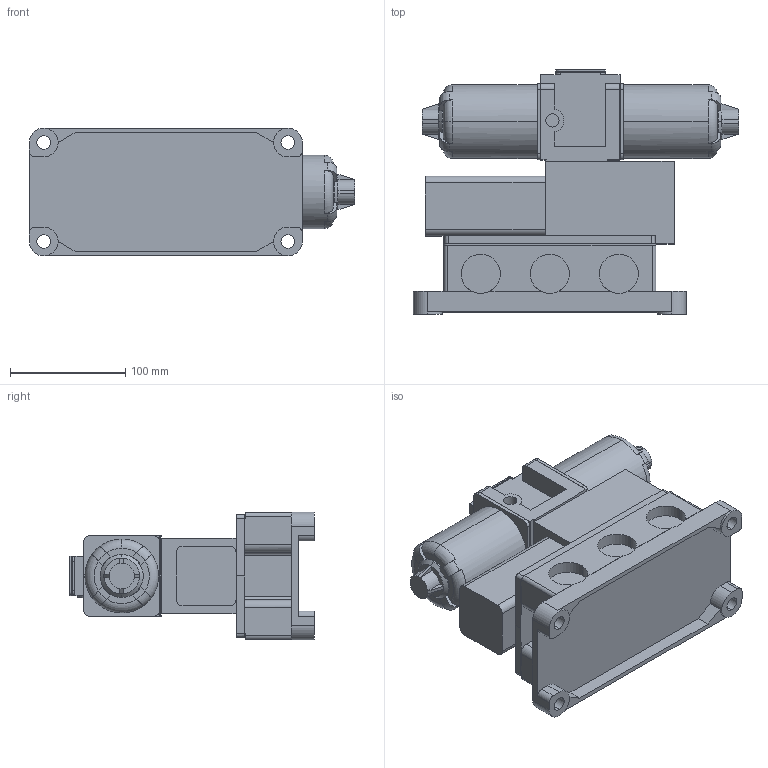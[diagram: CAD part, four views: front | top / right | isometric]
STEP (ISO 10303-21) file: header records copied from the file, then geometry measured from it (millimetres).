
FILE_DESCRIPTION (( 'STEP AP214' ), '1' );
FILE_NAME ('MVD2D-25A.STEP', '2025-09-02T08:38:04', ( '' ), ( '' ), 'SwSTEP 2.0', 'SolidWorks 2023', '' );
FILE_SCHEMA (( 'AUTOMOTIVE_DESIGN' ));
Length unit declared in the file: millimetre
Products named in the file (1): MVD2D-25A
Bounding box: 282.5 x 212.5 x 111 mm (x, y, z)
Volume: 2609212.4 mm3; surface area: 219569.1 mm2
Topology: 1 solids, 1 shells, 367 faces, 982 edges, 626 vertices
Faces by surface type: plane 225, cylinder 108, torus 18, cone 16
Entity records: 12109 total; most frequent: CARTESIAN_POINT 2704, DIRECTION 2004, ORIENTED_EDGE 1964, EDGE_CURVE 982, AXIS2_PLACEMENT_3D 686, VECTOR 632, LINE 632, VERTEX_POINT 626
